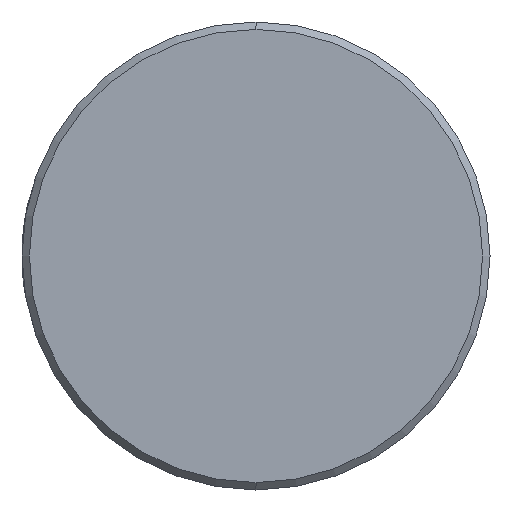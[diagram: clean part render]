
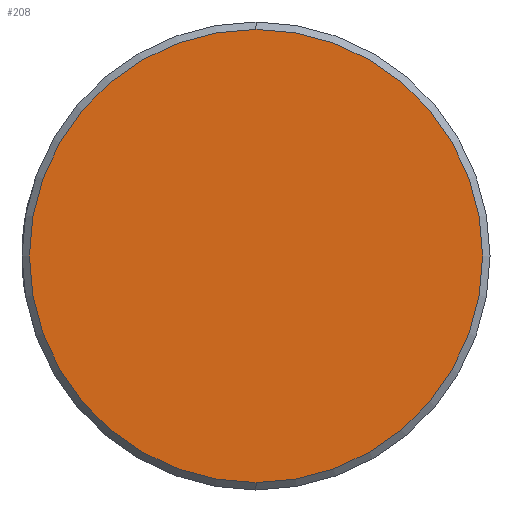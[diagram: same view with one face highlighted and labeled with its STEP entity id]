
A CAD part, left-side view. The second image highlights one B-rep face of the part: STEP entity #208.
In plain terms, the highlighted planar face has unit normal (-1, 0, 0).
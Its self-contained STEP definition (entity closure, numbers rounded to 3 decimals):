
#1 = PLANE ( 'NONE',  #636 ) ;
#5 = CARTESIAN_POINT ( 'NONE',  ( -5., 0., 0. ) ) ;
#38 = CARTESIAN_POINT ( 'NONE',  ( -5., 0., -9.2 ) ) ;
#78 = DIRECTION ( 'NONE',  ( 0., 0., 1. ) ) ;
#86 = DIRECTION ( 'NONE',  ( 0., 0., 1. ) ) ;
#208 = ADVANCED_FACE ( 'NONE', ( #615 ), #1, .T. ) ;
#253 = DIRECTION ( 'NONE',  ( -1., 0., 0. ) ) ;
#582 = EDGE_LOOP ( 'NONE', ( #1142, #1254 ) ) ;
#615 = FACE_OUTER_BOUND ( 'NONE', #582, .T. ) ;
#636 = AXIS2_PLACEMENT_3D ( 'NONE', #5, #253, #1274 ) ;
#695 = DIRECTION ( 'NONE',  ( -1., 0., 0. ) ) ;
#704 = DIRECTION ( 'NONE',  ( -1., 0., 0. ) ) ;
#854 = CARTESIAN_POINT ( 'NONE',  ( -5., 0., 9.2 ) ) ;
#884 = EDGE_CURVE ( 'NONE', #1275, #1157, #1169, .T. ) ;
#916 = CIRCLE ( 'NONE', #1323, 9.2 ) ;
#933 = AXIS2_PLACEMENT_3D ( 'NONE', #1300, #704, #86 ) ;
#941 = EDGE_CURVE ( 'NONE', #1157, #1275, #916, .T. ) ;
#1142 = ORIENTED_EDGE ( 'NONE', *, *, #884, .T. ) ;
#1157 = VERTEX_POINT ( 'NONE', #854 ) ;
#1169 = CIRCLE ( 'NONE', #933, 9.2 ) ;
#1254 = ORIENTED_EDGE ( 'NONE', *, *, #941, .T. ) ;
#1274 = DIRECTION ( 'NONE',  ( 0., 0., 1. ) ) ;
#1275 = VERTEX_POINT ( 'NONE', #38 ) ;
#1286 = CARTESIAN_POINT ( 'NONE',  ( -5., 0., 0. ) ) ;
#1300 = CARTESIAN_POINT ( 'NONE',  ( -5., 0., 0. ) ) ;
#1323 = AXIS2_PLACEMENT_3D ( 'NONE', #1286, #695, #78 ) ;
